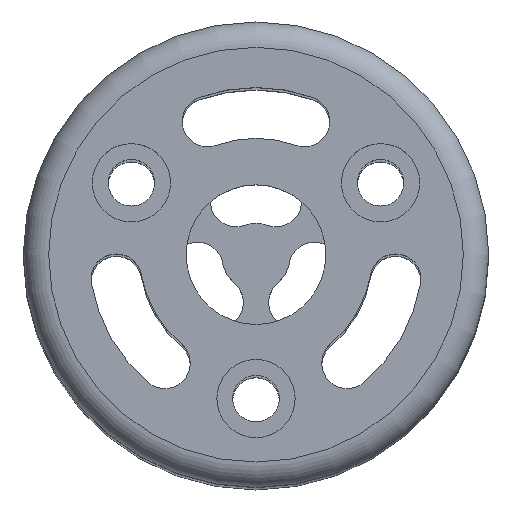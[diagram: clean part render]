
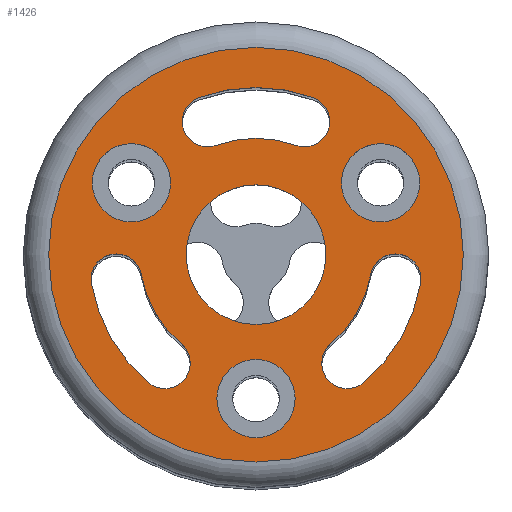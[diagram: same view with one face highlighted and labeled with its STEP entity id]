
A CAD part, top view. The second image highlights one B-rep face of the part: STEP entity #1426.
In plain terms, the highlighted face is planar.
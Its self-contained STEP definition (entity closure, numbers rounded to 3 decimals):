
#1385 = VERTEX_POINT('',#1386);
#1386 = CARTESIAN_POINT('',(9.8,0.,0.));
#1395 = EDGE_CURVE('',#1385,#1385,#1396,.T.);
#1396 = CIRCLE('',#1397,9.8);
#1397 = AXIS2_PLACEMENT_3D('',#1398,#1399,#1400);
#1398 = CARTESIAN_POINT('',(0.,0.,0.));
#1399 = DIRECTION('',(0.,0.,1.));
#1400 = DIRECTION('',(1.,0.,0.));
#1426 = ADVANCED_FACE('',(#1427,#1430,#1468,#1479,#1517,#1528,#1539,
    #1550),#1588,.F.);
#1427 = FACE_BOUND('',#1428,.F.);
#1428 = EDGE_LOOP('',(#1429));
#1429 = ORIENTED_EDGE('',*,*,#1395,.T.);
#1430 = FACE_BOUND('',#1431,.F.);
#1431 = EDGE_LOOP('',(#1432,#1443,#1452,#1461));
#1432 = ORIENTED_EDGE('',*,*,#1433,.F.);
#1433 = EDGE_CURVE('',#1434,#1436,#1438,.T.);
#1434 = VERTEX_POINT('',#1435);
#1435 = CARTESIAN_POINT('',(-3.535,-4.213,0.));
#1436 = VERTEX_POINT('',#1437);
#1437 = CARTESIAN_POINT('',(-5.416,-0.955,0.));
#1438 = CIRCLE('',#1439,5.5);
#1439 = AXIS2_PLACEMENT_3D('',#1440,#1441,#1442);
#1440 = CARTESIAN_POINT('',(0.,0.,0.));
#1441 = DIRECTION('',(0.,0.,-1.));
#1442 = DIRECTION('',(1.,0.,0.));
#1443 = ORIENTED_EDGE('',*,*,#1444,.T.);
#1444 = EDGE_CURVE('',#1434,#1445,#1447,.T.);
#1445 = VERTEX_POINT('',#1446);
#1446 = CARTESIAN_POINT('',(-5.078,-6.052,0.));
#1447 = CIRCLE('',#1448,1.2);
#1448 = AXIS2_PLACEMENT_3D('',#1449,#1450,#1451);
#1449 = CARTESIAN_POINT('',(-4.307,-5.132,0.));
#1450 = DIRECTION('',(0.,0.,-1.));
#1451 = DIRECTION('',(1.,0.,0.));
#1452 = ORIENTED_EDGE('',*,*,#1453,.T.);
#1453 = EDGE_CURVE('',#1445,#1454,#1456,.T.);
#1454 = VERTEX_POINT('',#1455);
#1455 = CARTESIAN_POINT('',(-7.78,-1.372,0.));
#1456 = CIRCLE('',#1457,7.9);
#1457 = AXIS2_PLACEMENT_3D('',#1458,#1459,#1460);
#1458 = CARTESIAN_POINT('',(0.,0.,0.));
#1459 = DIRECTION('',(0.,0.,-1.));
#1460 = DIRECTION('',(1.,0.,0.));
#1461 = ORIENTED_EDGE('',*,*,#1462,.T.);
#1462 = EDGE_CURVE('',#1454,#1436,#1463,.T.);
#1463 = CIRCLE('',#1464,1.2);
#1464 = AXIS2_PLACEMENT_3D('',#1465,#1466,#1467);
#1465 = CARTESIAN_POINT('',(-6.598,-1.163,0.));
#1466 = DIRECTION('',(0.,0.,-1.));
#1467 = DIRECTION('',(1.,0.,0.));
#1468 = FACE_BOUND('',#1469,.F.);
#1469 = EDGE_LOOP('',(#1470));
#1470 = ORIENTED_EDGE('',*,*,#1471,.T.);
#1471 = EDGE_CURVE('',#1472,#1472,#1474,.T.);
#1472 = VERTEX_POINT('',#1473);
#1473 = CARTESIAN_POINT('',(1.85,-6.8,0.));
#1474 = CIRCLE('',#1475,1.85);
#1475 = AXIS2_PLACEMENT_3D('',#1476,#1477,#1478);
#1476 = CARTESIAN_POINT('',(0.,-6.8,0.));
#1477 = DIRECTION('',(0.,0.,-1.));
#1478 = DIRECTION('',(1.,0.,0.));
#1479 = FACE_BOUND('',#1480,.F.);
#1480 = EDGE_LOOP('',(#1481,#1492,#1501,#1510));
#1481 = ORIENTED_EDGE('',*,*,#1482,.F.);
#1482 = EDGE_CURVE('',#1483,#1485,#1487,.T.);
#1483 = VERTEX_POINT('',#1484);
#1484 = CARTESIAN_POINT('',(5.416,-0.955,0.));
#1485 = VERTEX_POINT('',#1486);
#1486 = CARTESIAN_POINT('',(3.535,-4.213,0.));
#1487 = CIRCLE('',#1488,5.5);
#1488 = AXIS2_PLACEMENT_3D('',#1489,#1490,#1491);
#1489 = CARTESIAN_POINT('',(0.,0.,0.));
#1490 = DIRECTION('',(0.,0.,-1.));
#1491 = DIRECTION('',(1.,0.,0.));
#1492 = ORIENTED_EDGE('',*,*,#1493,.T.);
#1493 = EDGE_CURVE('',#1483,#1494,#1496,.T.);
#1494 = VERTEX_POINT('',#1495);
#1495 = CARTESIAN_POINT('',(7.78,-1.372,0.));
#1496 = CIRCLE('',#1497,1.2);
#1497 = AXIS2_PLACEMENT_3D('',#1498,#1499,#1500);
#1498 = CARTESIAN_POINT('',(6.598,-1.163,0.));
#1499 = DIRECTION('',(0.,0.,-1.));
#1500 = DIRECTION('',(1.,0.,0.));
#1501 = ORIENTED_EDGE('',*,*,#1502,.T.);
#1502 = EDGE_CURVE('',#1494,#1503,#1505,.T.);
#1503 = VERTEX_POINT('',#1504);
#1504 = CARTESIAN_POINT('',(5.078,-6.052,0.));
#1505 = CIRCLE('',#1506,7.9);
#1506 = AXIS2_PLACEMENT_3D('',#1507,#1508,#1509);
#1507 = CARTESIAN_POINT('',(0.,0.,0.));
#1508 = DIRECTION('',(0.,0.,-1.));
#1509 = DIRECTION('',(1.,0.,0.));
#1510 = ORIENTED_EDGE('',*,*,#1511,.T.);
#1511 = EDGE_CURVE('',#1503,#1485,#1512,.T.);
#1512 = CIRCLE('',#1513,1.2);
#1513 = AXIS2_PLACEMENT_3D('',#1514,#1515,#1516);
#1514 = CARTESIAN_POINT('',(4.307,-5.132,0.));
#1515 = DIRECTION('',(0.,0.,-1.));
#1516 = DIRECTION('',(1.,0.,0.));
#1517 = FACE_BOUND('',#1518,.F.);
#1518 = EDGE_LOOP('',(#1519));
#1519 = ORIENTED_EDGE('',*,*,#1520,.T.);
#1520 = EDGE_CURVE('',#1521,#1521,#1523,.T.);
#1521 = VERTEX_POINT('',#1522);
#1522 = CARTESIAN_POINT('',(-4.039,3.4,0.));
#1523 = CIRCLE('',#1524,1.85);
#1524 = AXIS2_PLACEMENT_3D('',#1525,#1526,#1527);
#1525 = CARTESIAN_POINT('',(-5.889,3.4,0.));
#1526 = DIRECTION('',(0.,0.,-1.));
#1527 = DIRECTION('',(1.,0.,0.));
#1528 = FACE_BOUND('',#1529,.F.);
#1529 = EDGE_LOOP('',(#1530));
#1530 = ORIENTED_EDGE('',*,*,#1531,.T.);
#1531 = EDGE_CURVE('',#1532,#1532,#1534,.T.);
#1532 = VERTEX_POINT('',#1533);
#1533 = CARTESIAN_POINT('',(3.3,0.,0.));
#1534 = CIRCLE('',#1535,3.3);
#1535 = AXIS2_PLACEMENT_3D('',#1536,#1537,#1538);
#1536 = CARTESIAN_POINT('',(0.,0.,0.));
#1537 = DIRECTION('',(0.,0.,-1.));
#1538 = DIRECTION('',(1.,0.,0.));
#1539 = FACE_BOUND('',#1540,.F.);
#1540 = EDGE_LOOP('',(#1541));
#1541 = ORIENTED_EDGE('',*,*,#1542,.T.);
#1542 = EDGE_CURVE('',#1543,#1543,#1545,.T.);
#1543 = VERTEX_POINT('',#1544);
#1544 = CARTESIAN_POINT('',(7.739,3.4,0.));
#1545 = CIRCLE('',#1546,1.85);
#1546 = AXIS2_PLACEMENT_3D('',#1547,#1548,#1549);
#1547 = CARTESIAN_POINT('',(5.889,3.4,0.));
#1548 = DIRECTION('',(0.,0.,-1.));
#1549 = DIRECTION('',(1.,0.,0.));
#1550 = FACE_BOUND('',#1551,.F.);
#1551 = EDGE_LOOP('',(#1552,#1563,#1572,#1581));
#1552 = ORIENTED_EDGE('',*,*,#1553,.F.);
#1553 = EDGE_CURVE('',#1554,#1556,#1558,.T.);
#1554 = VERTEX_POINT('',#1555);
#1555 = CARTESIAN_POINT('',(-1.881,5.168,0.));
#1556 = VERTEX_POINT('',#1557);
#1557 = CARTESIAN_POINT('',(1.881,5.168,0.));
#1558 = CIRCLE('',#1559,5.5);
#1559 = AXIS2_PLACEMENT_3D('',#1560,#1561,#1562);
#1560 = CARTESIAN_POINT('',(0.,0.,0.));
#1561 = DIRECTION('',(0.,0.,-1.));
#1562 = DIRECTION('',(1.,0.,0.));
#1563 = ORIENTED_EDGE('',*,*,#1564,.T.);
#1564 = EDGE_CURVE('',#1554,#1565,#1567,.T.);
#1565 = VERTEX_POINT('',#1566);
#1566 = CARTESIAN_POINT('',(-2.702,7.424,0.));
#1567 = CIRCLE('',#1568,1.2);
#1568 = AXIS2_PLACEMENT_3D('',#1569,#1570,#1571);
#1569 = CARTESIAN_POINT('',(-2.292,6.296,0.));
#1570 = DIRECTION('',(0.,0.,-1.));
#1571 = DIRECTION('',(1.,0.,0.));
#1572 = ORIENTED_EDGE('',*,*,#1573,.T.);
#1573 = EDGE_CURVE('',#1565,#1574,#1576,.T.);
#1574 = VERTEX_POINT('',#1575);
#1575 = CARTESIAN_POINT('',(2.702,7.424,0.));
#1576 = CIRCLE('',#1577,7.9);
#1577 = AXIS2_PLACEMENT_3D('',#1578,#1579,#1580);
#1578 = CARTESIAN_POINT('',(0.,0.,0.));
#1579 = DIRECTION('',(0.,0.,-1.));
#1580 = DIRECTION('',(1.,0.,0.));
#1581 = ORIENTED_EDGE('',*,*,#1582,.T.);
#1582 = EDGE_CURVE('',#1574,#1556,#1583,.T.);
#1583 = CIRCLE('',#1584,1.2);
#1584 = AXIS2_PLACEMENT_3D('',#1585,#1586,#1587);
#1585 = CARTESIAN_POINT('',(2.292,6.296,0.));
#1586 = DIRECTION('',(0.,0.,-1.));
#1587 = DIRECTION('',(1.,0.,0.));
#1588 = PLANE('',#1589);
#1589 = AXIS2_PLACEMENT_3D('',#1590,#1591,#1592);
#1590 = CARTESIAN_POINT('',(0.,0.,0.)
  );
#1591 = DIRECTION('',(0.,0.,1.));
#1592 = DIRECTION('',(1.,0.,0.));
